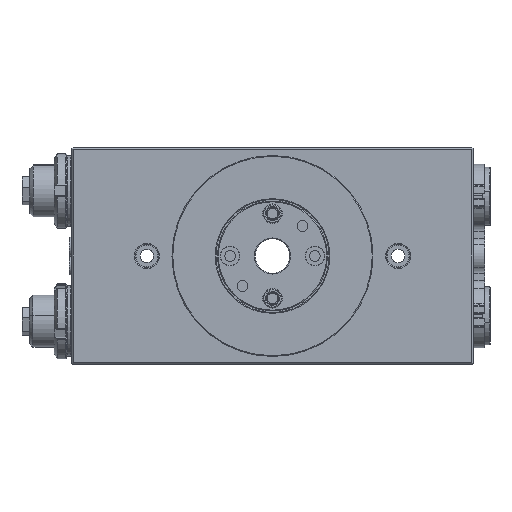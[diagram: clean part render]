
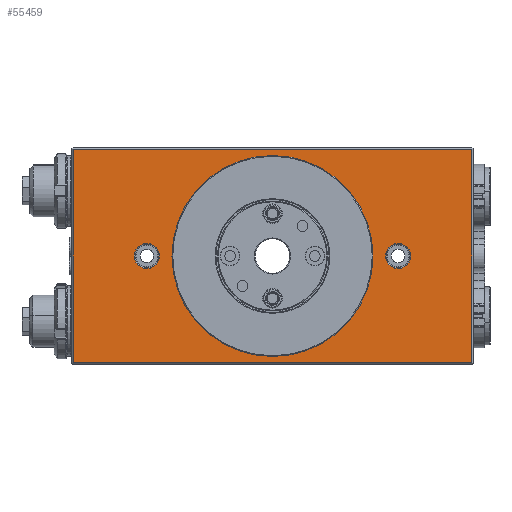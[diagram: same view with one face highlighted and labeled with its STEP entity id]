
A CAD part, front view. The second image highlights one B-rep face of the part: STEP entity #55459.
In plain terms, the highlighted planar face has unit normal (0, -1, 0).
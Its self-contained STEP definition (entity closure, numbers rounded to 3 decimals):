
#516 = EDGE_LOOP ( 'NONE', ( #36617, #54164, #15565, #28199 ) ) ;
#567 = CARTESIAN_POINT ( 'NONE',  ( 0., -35.5, 0. ) ) ;
#747 = VERTEX_POINT ( 'NONE', #49307 ) ;
#786 = ORIENTED_EDGE ( 'NONE', *, *, #4017, .T. ) ;
#1665 = VERTEX_POINT ( 'NONE', #44637 ) ;
#2173 = DIRECTION ( 'NONE',  ( 0., 0., -1. ) ) ;
#2493 = DIRECTION ( 'NONE',  ( 0., 1., 0. ) ) ;
#2775 = VERTEX_POINT ( 'NONE', #25018 ) ;
#3337 = AXIS2_PLACEMENT_3D ( 'NONE', #18454, #3622, #23414 ) ;
#3622 = DIRECTION ( 'NONE',  ( 0., 1., 0. ) ) ;
#4017 = EDGE_CURVE ( 'NONE', #2775, #747, #35146, .T. ) ;
#4956 = VERTEX_POINT ( 'NONE', #36320 ) ;
#5046 = AXIS2_PLACEMENT_3D ( 'NONE', #6063, #33952, #48585 ) ;
#5267 = EDGE_CURVE ( 'NONE', #4956, #11861, #25500, .T. ) ;
#5944 = EDGE_CURVE ( 'NONE', #11861, #14760, #12890, .T. ) ;
#6063 = CARTESIAN_POINT ( 'NONE',  ( 0., -35.5, 0. ) ) ;
#6301 = VERTEX_POINT ( 'NONE', #26990 ) ;
#6639 = DIRECTION ( 'NONE',  ( 0., 1., 0. ) ) ;
#7274 = CARTESIAN_POINT ( 'NONE',  ( -80., -35.5, -8. ) ) ;
#10419 = EDGE_CURVE ( 'NONE', #747, #2775, #46598, .T. ) ;
#11861 = VERTEX_POINT ( 'NONE', #60392 ) ;
#12449 = EDGE_CURVE ( 'NONE', #59256, #1665, #47889, .T. ) ;
#12890 = LINE ( 'NONE', #46602, #47606 ) ;
#13141 = VERTEX_POINT ( 'NONE', #21671 ) ;
#13791 = EDGE_CURVE ( 'NONE', #6301, #4956, #44785, .T. ) ;
#14756 = EDGE_LOOP ( 'NONE', ( #52538, #52044 ) ) ;
#14760 = VERTEX_POINT ( 'NONE', #18640 ) ;
#15565 = ORIENTED_EDGE ( 'NONE', *, *, #26963, .T. ) ;
#15771 = VECTOR ( 'NONE', #24077, 1000. ) ;
#16106 = DIRECTION ( 'NONE',  ( 0., 0., -1. ) ) ;
#16444 = DIRECTION ( 'NONE',  ( 0., 0., -1. ) ) ;
#17394 = VECTOR ( 'NONE', #57726, 1000. ) ;
#17659 = ORIENTED_EDGE ( 'NONE', *, *, #12449, .T. ) ;
#18076 = CARTESIAN_POINT ( 'NONE',  ( 0., -35.5, 50.5 ) ) ;
#18454 = CARTESIAN_POINT ( 'NONE',  ( -80., -35.5, 0. ) ) ;
#18640 = CARTESIAN_POINT ( 'NONE',  ( 127., -35.5, 67.5 ) ) ;
#19380 = CARTESIAN_POINT ( 'NONE',  ( 128., -35.5, -67.5 ) ) ;
#21671 = CARTESIAN_POINT ( 'NONE',  ( -80., -35.5, 8. ) ) ;
#21931 = EDGE_CURVE ( 'NONE', #13141, #23557, #51201, .T. ) ;
#23108 = FACE_BOUND ( 'NONE', #47824, .T. ) ;
#23380 = VECTOR ( 'NONE', #55633, 1000. ) ;
#23414 = DIRECTION ( 'NONE',  ( 0., 0., -1. ) ) ;
#23557 = VERTEX_POINT ( 'NONE', #7274 ) ;
#24077 = DIRECTION ( 'NONE',  ( -1., 0., 0. ) ) ;
#24658 = DIRECTION ( 'NONE',  ( 0., -1., 0. ) ) ;
#24879 = DIRECTION ( 'NONE',  ( 0., 1., 0. ) ) ;
#25011 = CIRCLE ( 'NONE', #41454, 8. ) ;
#25018 = CARTESIAN_POINT ( 'NONE',  ( 80., -35.5, 8. ) ) ;
#25437 = DIRECTION ( 'NONE',  ( 0., 0., -1. ) ) ;
#25500 = LINE ( 'NONE', #19380, #17394 ) ;
#26949 = CARTESIAN_POINT ( 'NONE',  ( -127., -35.5, -67.5 ) ) ;
#26963 = EDGE_CURVE ( 'NONE', #14760, #6301, #30544, .T. ) ;
#26990 = CARTESIAN_POINT ( 'NONE',  ( -127., -35.5, 67.5 ) ) ;
#28199 = ORIENTED_EDGE ( 'NONE', *, *, #13791, .T. ) ;
#29014 = DIRECTION ( 'NONE',  ( 0., 0., -1. ) ) ;
#29213 = PLANE ( 'NONE',  #36512 ) ;
#30544 = LINE ( 'NONE', #44280, #15771 ) ;
#32053 = AXIS2_PLACEMENT_3D ( 'NONE', #44378, #2493, #16106 ) ;
#32717 = FACE_BOUND ( 'NONE', #35413, .T. ) ;
#33952 = DIRECTION ( 'NONE',  ( 0., 1., 0. ) ) ;
#35146 = CIRCLE ( 'NONE', #32053, 8. ) ;
#35176 = CIRCLE ( 'NONE', #5046, 50.5 ) ;
#35413 = EDGE_LOOP ( 'NONE', ( #37000, #17659 ) ) ;
#36320 = CARTESIAN_POINT ( 'NONE',  ( -127., -35.5, -67.5 ) ) ;
#36512 = AXIS2_PLACEMENT_3D ( 'NONE', #567, #24658, #29014 ) ;
#36617 = ORIENTED_EDGE ( 'NONE', *, *, #5267, .T. ) ;
#36686 = DIRECTION ( 'NONE',  ( 0., 0., 1. ) ) ;
#37000 = ORIENTED_EDGE ( 'NONE', *, *, #49799, .T. ) ;
#40252 = CARTESIAN_POINT ( 'NONE',  ( 80., -35.5, 0. ) ) ;
#41454 = AXIS2_PLACEMENT_3D ( 'NONE', #58697, #53595, #16444 ) ;
#42135 = AXIS2_PLACEMENT_3D ( 'NONE', #53152, #24879, #2173 ) ;
#44280 = CARTESIAN_POINT ( 'NONE',  ( -128., -35.5, 67.5 ) ) ;
#44378 = CARTESIAN_POINT ( 'NONE',  ( 80., -35.5, 0. ) ) ;
#44637 = CARTESIAN_POINT ( 'NONE',  ( 0., -35.5, -50.5 ) ) ;
#44785 = LINE ( 'NONE', #26949, #23380 ) ;
#45233 = FACE_BOUND ( 'NONE', #14756, .T. ) ;
#46190 = ORIENTED_EDGE ( 'NONE', *, *, #10419, .T. ) ;
#46598 = CIRCLE ( 'NONE', #49197, 8. ) ;
#46602 = CARTESIAN_POINT ( 'NONE',  ( 127., -35.5, 67.5 ) ) ;
#47606 = VECTOR ( 'NONE', #36686, 1000. ) ;
#47824 = EDGE_LOOP ( 'NONE', ( #46190, #786 ) ) ;
#47889 = CIRCLE ( 'NONE', #42135, 50.5 ) ;
#48236 = FACE_OUTER_BOUND ( 'NONE', #516, .T. ) ;
#48585 = DIRECTION ( 'NONE',  ( 0., 0., -1. ) ) ;
#49197 = AXIS2_PLACEMENT_3D ( 'NONE', #40252, #6639, #25437 ) ;
#49307 = CARTESIAN_POINT ( 'NONE',  ( 80., -35.5, -8. ) ) ;
#49799 = EDGE_CURVE ( 'NONE', #1665, #59256, #35176, .T. ) ;
#51201 = CIRCLE ( 'NONE', #3337, 8. ) ;
#52044 = ORIENTED_EDGE ( 'NONE', *, *, #21931, .T. ) ;
#52538 = ORIENTED_EDGE ( 'NONE', *, *, #59089, .T. ) ;
#53152 = CARTESIAN_POINT ( 'NONE',  ( 0., -35.5, 0. ) ) ;
#53595 = DIRECTION ( 'NONE',  ( 0., 1., 0. ) ) ;
#54164 = ORIENTED_EDGE ( 'NONE', *, *, #5944, .T. ) ;
#55459 = ADVANCED_FACE ( 'NONE', ( #45233, #23108, #32717, #48236 ), #29213, .T. ) ;
#55633 = DIRECTION ( 'NONE',  ( 0., 0., -1. ) ) ;
#57726 = DIRECTION ( 'NONE',  ( 1., 0., 0. ) ) ;
#58697 = CARTESIAN_POINT ( 'NONE',  ( -80., -35.5, 0. ) ) ;
#59089 = EDGE_CURVE ( 'NONE', #23557, #13141, #25011, .T. ) ;
#59256 = VERTEX_POINT ( 'NONE', #18076 ) ;
#60392 = CARTESIAN_POINT ( 'NONE',  ( 127., -35.5, -67.5 ) ) ;
